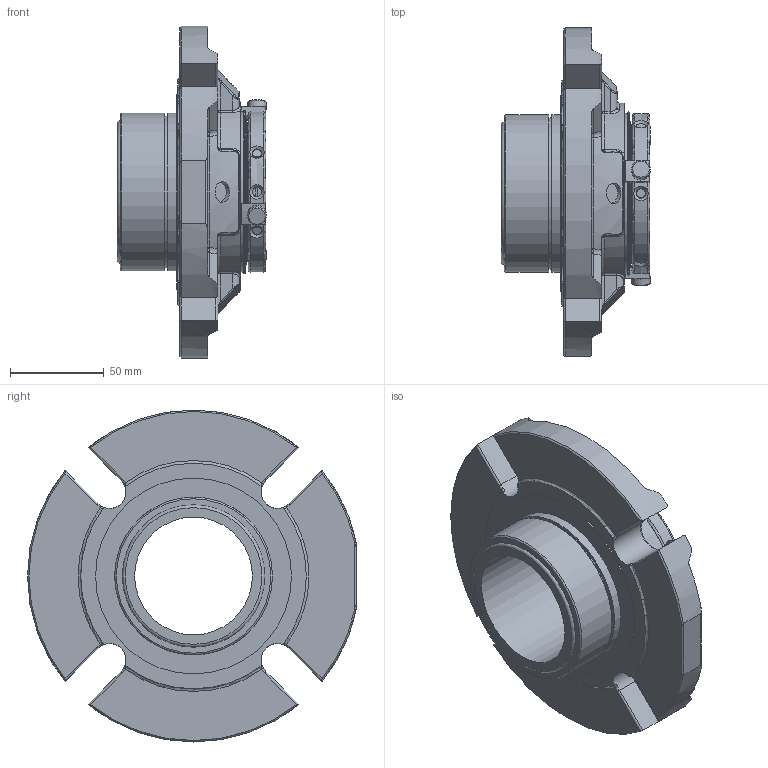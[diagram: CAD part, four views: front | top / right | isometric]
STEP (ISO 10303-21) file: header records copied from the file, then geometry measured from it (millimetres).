
FILE_DESCRIPTION(/* description */ ('Unknown'),/* implementation_level */ '2;1');
FILE_NAME(/* name */ '63mm',/* time_stamp */ '2023-02-14T11:52:20+00:00',/* author */ ('Unknown'),/* organization */ ('Unknown'),/* preprocessor_version */ 'ST-DEVELOPER v16.7',/* originating_system */ 'Solid Edge',/* authorisation */ 'Unknown');
FILE_SCHEMA (('AUTOMOTIVE_DESIGN {1 0 10303 214 3 1 1}'));
Length unit declared in the file: millimetre
Products named in the file (1): 63mm
Bounding box: 79.8 x 175.92 x 177.55 mm (x, y, z)
Volume: 552568.7 mm3; surface area: 91834.5 mm2
Topology: 1 solids, 1 shells, 596 faces, 1569 edges, 992 vertices
Faces by surface type: plane 221, cylinder 156, bspline 89, torus 71, cone 43, sphere 16
Full cylindrical faces by diameter (mm): 3.761 x1, 4.917 x2, 6 x3, 10 x3, 10.998 x3, 62.992 x1, 66.65 x1, 74.6 x1, 76.175 x1, 81.102 x1, 84.125 x1, 84.455 x1, 85.674 x1, 87.198 x1, 104.775 x1
Entity records: 25273 total; most frequent: CARTESIAN_POINT 7677, ORIENTED_EDGE 2940, DIRECTION 2517, EDGE_CURVE 1470, AXIS2_PLACEMENT_3D 994, VERTEX_POINT 951, EDGE_LOOP 699, FACE_BOUND 699
